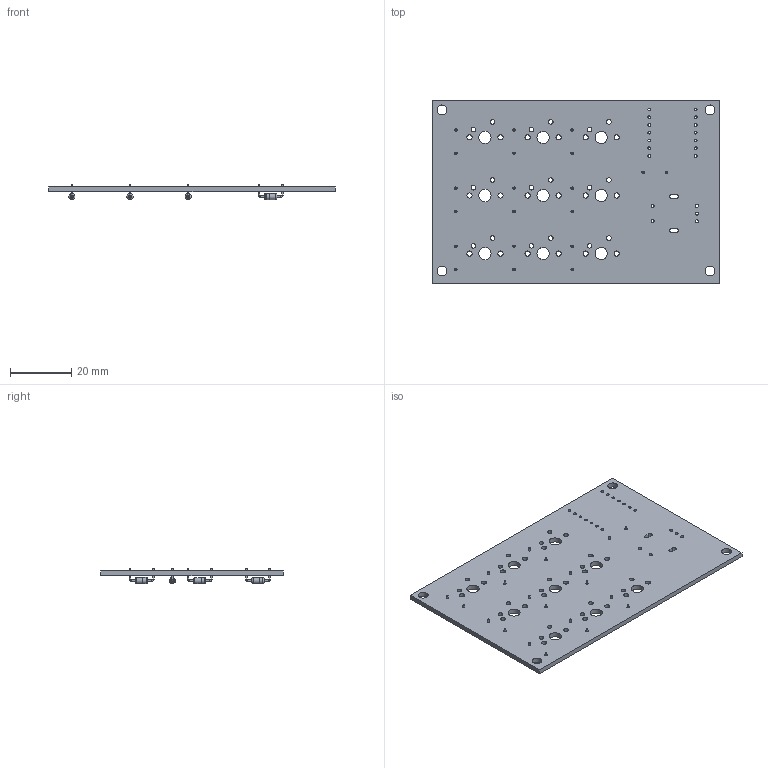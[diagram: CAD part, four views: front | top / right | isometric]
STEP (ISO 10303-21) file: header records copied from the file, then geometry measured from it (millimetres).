
FILE_DESCRIPTION(('KiCad electronic assembly'),'2;1');
FILE_NAME('MacroPad.step','2025-02-16T15:45:38',('Pcbnew'),('Kicad'), 'Open CASCADE STEP processor 7.8','KiCad to STEP converter','Unknown' );
FILE_SCHEMA(('AUTOMOTIVE_DESIGN { 1 0 10303 214 1 1 1 1 }'));
Length unit declared in the file: millimetre
Products named in the file (4): MacroPad 1; D_DO-35_SOD27_P7.62mm_Horizontal; _autosave-MacroPad_PCB
Assembly tree (12 placements, depth 3):
  MacroPad 1
    D_DO-35_SOD27_P7.62mm_Horizontal  x10
      D_DO-35_SOD27_P7.62mm_Horizontal
    _autosave-MacroPad_PCB
Bounding box: 93.98 x 59.94 x 5.01 mm (x, y, z)
Volume: 8769.1 mm3; surface area: 12525.5 mm2
Topology: 21 solids, 21 shells, 262 faces, 540 edges, 340 vertices
Faces by surface type: cylinder 152, plane 70, torus 40
Full cylindrical faces by diameter (mm): 0.5 x30, 0.8 x20, 0.889 x14, 1 x5, 1.5 x18, 1.7 x18, 2 x20, 2.02 x10, 3.198 x4, 4 x9
Entity records: 4479 total; most frequent: DIRECTION 788, CARTESIAN_POINT 669, ORIENTED_EDGE 648, AXIS2_PLACEMENT_3D 333, EDGE_CURVE 324, FACE_BOUND 300, EDGE_LOOP 300, VERTEX_POINT 214
